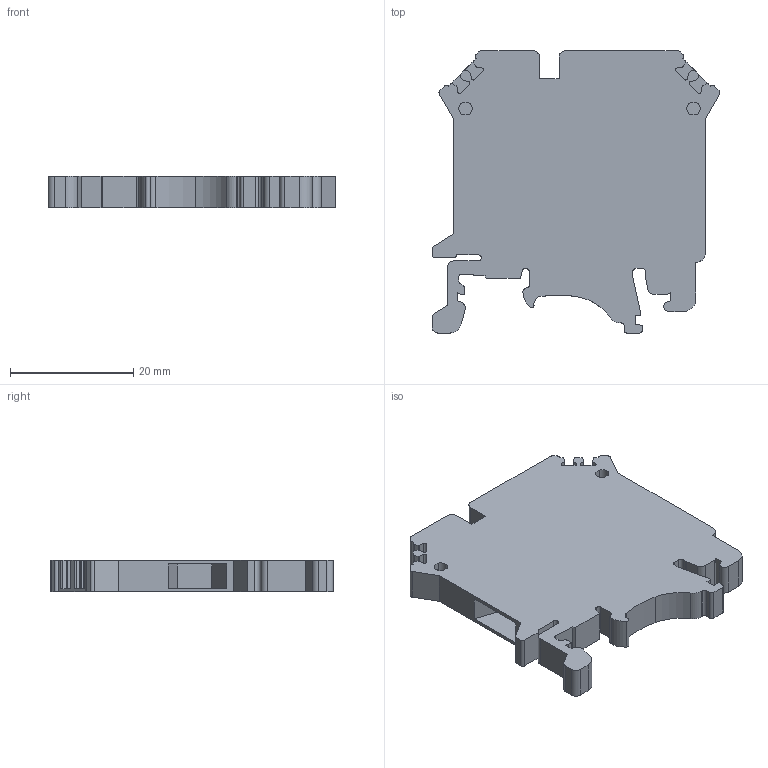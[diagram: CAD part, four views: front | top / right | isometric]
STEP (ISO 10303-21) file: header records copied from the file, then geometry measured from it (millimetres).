
FILE_DESCRIPTION( ( 'STEP AP203' ), '1' );
FILE_NAME( 'CDU2.5-3N.stp', '2023-01-09T05:23:01', ( ' ' ), ( ' ' ), 'XStep 1.0', ' ', ' ' );
FILE_SCHEMA( ( 'CONFIG_CONTROL_DESIGN) ( )' ) );
Length unit declared in the file: metre
Products named in the file (1): 1
Bounding box: 46.73 x 45.8 x 5.1 mm (x, y, z)
Volume: 7917.8 mm3; surface area: 4844.4 mm2
Topology: 1 solids, 1 shells, 190 faces, 537 edges, 359 vertices
Faces by surface type: plane 122, cylinder 68
Full cylindrical faces by diameter (mm): 3.94 x3
Entity records: 6164 total; most frequent: CARTESIAN_POINT 1078, ORIENTED_EDGE 1062, DIRECTION 1050, EDGE_CURVE 531, LINE 394, VECTOR 394, VERTEX_POINT 356, AXIS2_PLACEMENT_3D 328
